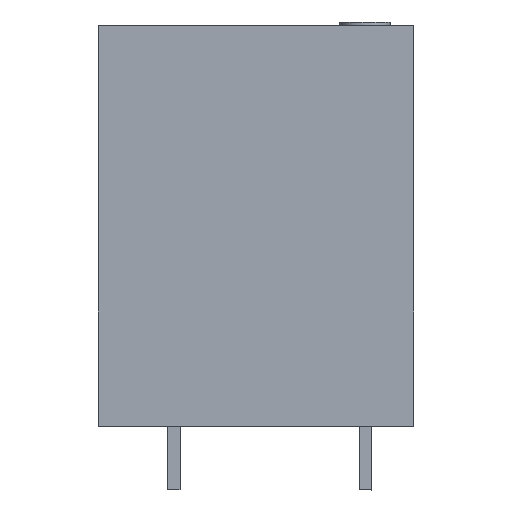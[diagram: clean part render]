
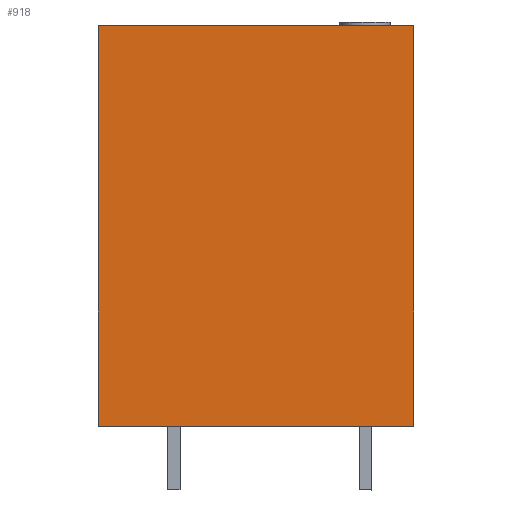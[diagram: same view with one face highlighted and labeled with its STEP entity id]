
A CAD part, left-side view. The second image highlights one B-rep face of the part: STEP entity #918.
In plain terms, the highlighted planar face has unit normal (-1, 0, 0).
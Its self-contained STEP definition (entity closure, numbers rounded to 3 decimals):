
#898=AXIS2_PLACEMENT_3D('Plane Axis2P3D',#895,#896,#897) ;
#97=CARTESIAN_POINT('Vertex',(0.,0.,5.)) ;
#100=CARTESIAN_POINT('Line Origine',(0.,12.35,5.)) ;
#104=CARTESIAN_POINT('Vertex',(0.,24.7,5.)) ;
#443=CARTESIAN_POINT('Line Origine',(0.,0.,20.65)) ;
#447=CARTESIAN_POINT('Vertex',(0.,0.,36.3)) ;
#895=CARTESIAN_POINT('Axis2P3D Location',(0.,24.7,0.)) ;
#900=CARTESIAN_POINT('Line Origine',(0.,12.35,36.3)) ;
#904=CARTESIAN_POINT('Vertex',(0.,24.7,36.3)) ;
#907=CARTESIAN_POINT('Line Origine',(0.,24.7,20.65)) ;
#101=DIRECTION('Vector Direction',(0.,-1.,0.)) ;
#444=DIRECTION('Vector Direction',(0.,0.,-1.)) ;
#896=DIRECTION('Axis2P3D Direction',(-1.,0.,0.)) ;
#897=DIRECTION('Axis2P3D XDirection',(0.,-1.,0.)) ;
#901=DIRECTION('Vector Direction',(0.,-1.,0.)) ;
#908=DIRECTION('Vector Direction',(0.,0.,-1.)) ;
#102=VECTOR('Line Direction',#101,1.) ;
#445=VECTOR('Line Direction',#444,1.) ;
#902=VECTOR('Line Direction',#901,1.) ;
#909=VECTOR('Line Direction',#908,1.) ;
#913=ORIENTED_EDGE('',*,*,#449,.F.) ;
#914=ORIENTED_EDGE('',*,*,#906,.F.) ;
#915=ORIENTED_EDGE('',*,*,#911,.F.) ;
#916=ORIENTED_EDGE('',*,*,#106,.F.) ;
#918=ADVANCED_FACE('HOUSING',(#917),#899,.T.) ;
#106=EDGE_CURVE('',#98,#105,#103,.F.) ;
#449=EDGE_CURVE('',#448,#98,#446,.T.) ;
#906=EDGE_CURVE('',#905,#448,#903,.T.) ;
#911=EDGE_CURVE('',#105,#905,#910,.F.) ;
#912=EDGE_LOOP('',(#913,#914,#915,#916)) ;
#917=FACE_OUTER_BOUND('',#912,.T.) ;
#103=LINE('Line',#100,#102) ;
#446=LINE('Line',#443,#445) ;
#903=LINE('Line',#900,#902) ;
#910=LINE('Line',#907,#909) ;
#899=PLANE('',#898) ;
#98=VERTEX_POINT('',#97) ;
#105=VERTEX_POINT('',#104) ;
#448=VERTEX_POINT('',#447) ;
#905=VERTEX_POINT('',#904) ;
